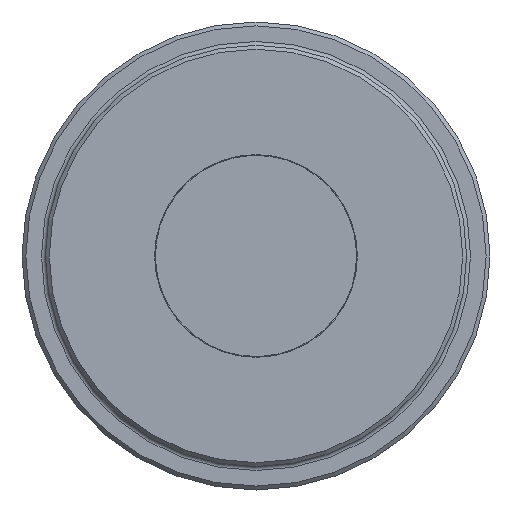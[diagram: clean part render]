
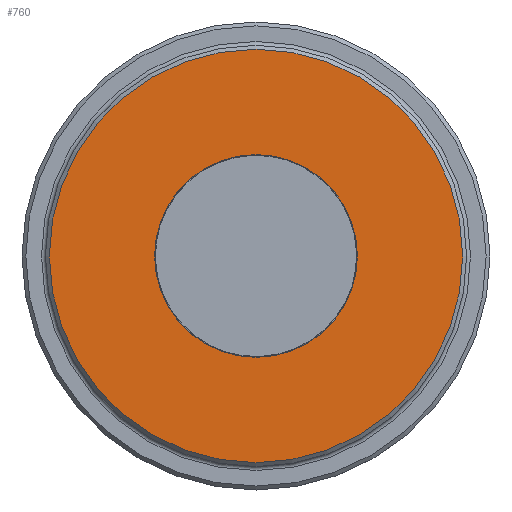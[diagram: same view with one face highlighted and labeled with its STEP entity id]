
A CAD part, top view. The second image highlights one B-rep face of the part: STEP entity #760.
In plain terms, the highlighted planar face has unit normal (0, 0, 1).
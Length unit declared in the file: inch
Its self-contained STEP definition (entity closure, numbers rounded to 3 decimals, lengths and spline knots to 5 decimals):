
#107=FACE_BOUND('',#178,.T.);
#130=FACE_OUTER_BOUND('',#177,.T.);
#177=EDGE_LOOP('',(#565));
#178=EDGE_LOOP('',(#566,#567));
#232=CIRCLE('',#844,0.25591);
#233=CIRCLE('',#845,0.25591);
#246=CIRCLE('',#865,0.52165);
#308=VERTEX_POINT('',#1260);
#309=VERTEX_POINT('',#1262);
#320=VERTEX_POINT('',#1297);
#395=EDGE_CURVE('',#309,#308,#232,.T.);
#396=EDGE_CURVE('',#308,#309,#233,.T.);
#412=EDGE_CURVE('',#320,#320,#246,.T.);
#565=ORIENTED_EDGE('',*,*,#412,.F.);
#566=ORIENTED_EDGE('',*,*,#395,.T.);
#567=ORIENTED_EDGE('',*,*,#396,.T.);
#688=PLANE('',#864);
#760=ADVANCED_FACE('',(#130,#107),#688,.T.);
#844=AXIS2_PLACEMENT_3D('',#1263,#1010,#1011);
#845=AXIS2_PLACEMENT_3D('',#1264,#1012,#1013);
#864=AXIS2_PLACEMENT_3D('',#1296,#1053,#1054);
#865=AXIS2_PLACEMENT_3D('',#1298,#1055,#1056);
#1010=DIRECTION('center_axis',(0.,0.,-1.));
#1011=DIRECTION('ref_axis',(1.,0.,0.));
#1012=DIRECTION('center_axis',(0.,0.,-1.));
#1013=DIRECTION('ref_axis',(1.,0.,0.));
#1053=DIRECTION('center_axis',(0.,0.,1.));
#1054=DIRECTION('ref_axis',(1.,0.,0.));
#1055=DIRECTION('center_axis',(0.,0.,-1.));
#1056=DIRECTION('ref_axis',(1.,0.,0.));
#1260=CARTESIAN_POINT('',(0.42807,0.05064,0.8563));
#1262=CARTESIAN_POINT('',(-0.08374,0.05064,0.8563));
#1263=CARTESIAN_POINT('Origin',(0.17216,0.05064,0.8563));
#1264=CARTESIAN_POINT('Origin',(0.17216,0.05064,0.8563));
#1296=CARTESIAN_POINT('Origin',(-0.35933,0.05064,0.8563));
#1297=CARTESIAN_POINT('',(-0.34949,0.05064,0.8563));
#1298=CARTESIAN_POINT('Origin',(0.17216,0.05064,0.8563));
